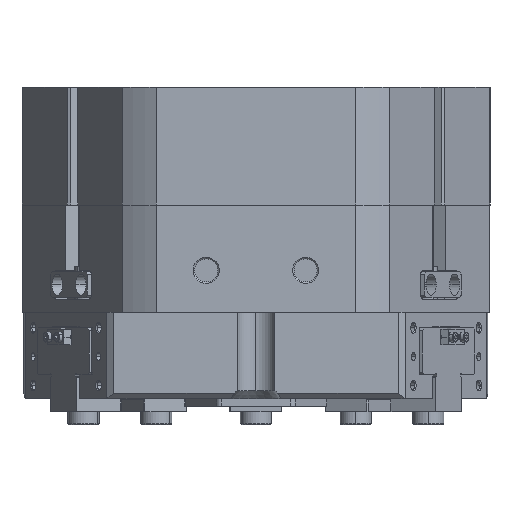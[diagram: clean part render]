
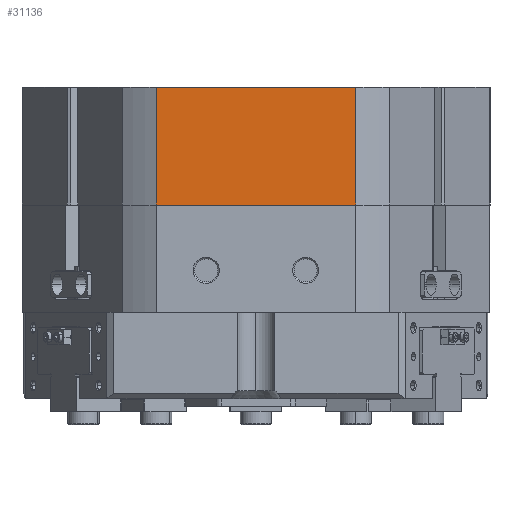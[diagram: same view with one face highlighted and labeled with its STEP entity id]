
A CAD part, left-side view. The second image highlights one B-rep face of the part: STEP entity #31136.
In plain terms, the highlighted face is planar.
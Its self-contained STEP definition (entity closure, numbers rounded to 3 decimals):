
#443 = VECTOR ( 'NONE', #5341, 1000. ) ;
#1732 = VERTEX_POINT ( 'NONE', #32623 ) ;
#2266 = DIRECTION ( 'NONE',  ( 0., 0., 1. ) ) ;
#2476 = LINE ( 'NONE', #30247, #27458 ) ;
#4007 = LINE ( 'NONE', #37973, #11634 ) ;
#4771 = CARTESIAN_POINT ( 'NONE',  ( 38.069, 81., 45. ) ) ;
#5341 = DIRECTION ( 'NONE',  ( 0., 0., -1. ) ) ;
#5776 = EDGE_CURVE ( 'NONE', #32037, #9855, #4007, .T. ) ;
#5975 = DIRECTION ( 'NONE',  ( 0., 0., -1. ) ) ;
#6511 = ORIENTED_EDGE ( 'NONE', *, *, #36038, .F. ) ;
#9855 = VERTEX_POINT ( 'NONE', #15712 ) ;
#10113 = DIRECTION ( 'NONE',  ( -1., 0., 0. ) ) ;
#11634 = VECTOR ( 'NONE', #2266, 1000. ) ;
#11680 = LINE ( 'NONE', #4771, #443 ) ;
#12309 = CARTESIAN_POINT ( 'NONE',  ( -38.069, 81., 0. ) ) ;
#14235 = DIRECTION ( 'NONE',  ( -1., 0., 0. ) ) ;
#15712 = CARTESIAN_POINT ( 'NONE',  ( -38.069, 81., 45. ) ) ;
#18025 = VECTOR ( 'NONE', #10113, 1000. ) ;
#19146 = AXIS2_PLACEMENT_3D ( 'NONE', #35687, #22795, #5975 ) ;
#19655 = FACE_OUTER_BOUND ( 'NONE', #38619, .T. ) ;
#22795 = DIRECTION ( 'NONE',  ( 0., -1., 0. ) ) ;
#22933 = PLANE ( 'NONE',  #19146 ) ;
#24183 = ORIENTED_EDGE ( 'NONE', *, *, #25764, .T. ) ;
#24548 = CARTESIAN_POINT ( 'NONE',  ( 38.069, 81., 45. ) ) ;
#25764 = EDGE_CURVE ( 'NONE', #1732, #32037, #2476, .T. ) ;
#27458 = VECTOR ( 'NONE', #14235, 1000. ) ;
#28993 = EDGE_CURVE ( 'NONE', #32363, #1732, #11680, .T. ) ;
#30247 = CARTESIAN_POINT ( 'NONE',  ( 49.215, 81., 0. ) ) ;
#31136 = ADVANCED_FACE ( 'NONE', ( #19655 ), #22933, .F. ) ;
#32037 = VERTEX_POINT ( 'NONE', #12309 ) ;
#32363 = VERTEX_POINT ( 'NONE', #24548 ) ;
#32623 = CARTESIAN_POINT ( 'NONE',  ( 38.069, 81., 0. ) ) ;
#32945 = CARTESIAN_POINT ( 'NONE',  ( 49.215, 81., 45. ) ) ;
#35687 = CARTESIAN_POINT ( 'NONE',  ( 49.215, 81., 45.001 ) ) ;
#36038 = EDGE_CURVE ( 'NONE', #32363, #9855, #38994, .T. ) ;
#37973 = CARTESIAN_POINT ( 'NONE',  ( -38.069, 81., 45. ) ) ;
#38619 = EDGE_LOOP ( 'NONE', ( #41248, #6511, #39594, #24183 ) ) ;
#38994 = LINE ( 'NONE', #32945, #18025 ) ;
#39594 = ORIENTED_EDGE ( 'NONE', *, *, #28993, .T. ) ;
#41248 = ORIENTED_EDGE ( 'NONE', *, *, #5776, .T. ) ;
